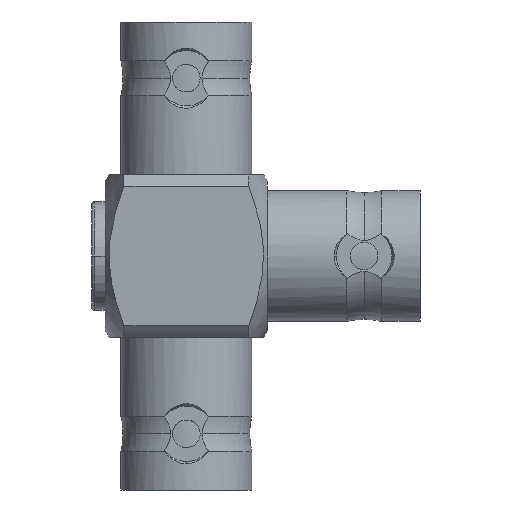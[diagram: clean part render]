
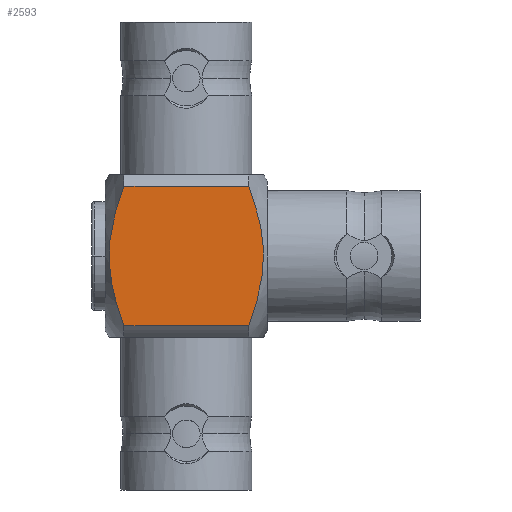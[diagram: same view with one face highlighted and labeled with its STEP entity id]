
A CAD part, left-side view. The second image highlights one B-rep face of the part: STEP entity #2593.
In plain terms, the highlighted planar face has unit normal (-1, 0, 0).
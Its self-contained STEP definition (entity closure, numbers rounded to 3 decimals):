
#161 = DIRECTION ( 'NONE',  ( 0., 1., 0. ) ) ;
#231 = B_SPLINE_CURVE_WITH_KNOTS ( 'NONE', 3,
 ( #12344, #7991, #12244, #13439, #6961, #523, #8035, #1595, #9131, #2682 ),
 .UNSPECIFIED., .F., .F.,
 ( 4, 2, 2, 2, 4 ),
 ( 0.006, 0.009, 0.012, 0.014, 0.017 ),
 .UNSPECIFIED. ) ;
#263 = CARTESIAN_POINT ( 'NONE',  ( -6., -17.3, -22.439 ) ) ;
#316 = CARTESIAN_POINT ( 'NONE',  ( -6., 4.614, -12.161 ) ) ;
#456 = CARTESIAN_POINT ( 'NONE',  ( -6., 5.595, -15.546 ) ) ;
#523 = CARTESIAN_POINT ( 'NONE',  ( -6., -5.711, -18.197 ) ) ;
#880 = LINE ( 'NONE', #10640, #9130 ) ;
#919 = DIRECTION ( 'NONE',  ( 0., 1., 0. ) ) ;
#1111 = LINE ( 'NONE', #2315, #12250 ) ;
#1373 = VERTEX_POINT ( 'NONE', #4169 ) ;
#1441 = DIRECTION ( 'NONE',  ( 0., 0., 1. ) ) ;
#1531 = CARTESIAN_POINT ( 'NONE',  ( -6., 4.924, -12.986 ) ) ;
#1595 = CARTESIAN_POINT ( 'NONE',  ( -6., -5.199, -20.772 ) ) ;
#2315 = CARTESIAN_POINT ( 'NONE',  ( -6., -17.3, -22.439 ) ) ;
#2321 = EDGE_CURVE ( 'NONE', #12896, #1373, #1111, .T. ) ;
#2593 = ADVANCED_FACE ( 'NONE', ( #7656 ), #7842, .F. ) ;
#2627 = VERTEX_POINT ( 'NONE', #316 ) ;
#2682 = CARTESIAN_POINT ( 'NONE',  ( -6., -4.614, -22.439 ) ) ;
#2838 = EDGE_LOOP ( 'NONE', ( #13120, #11577, #13559, #7607 ) ) ;
#2934 = AXIS2_PLACEMENT_3D ( 'NONE', #263, #13292, #1441 ) ;
#3025 = EDGE_CURVE ( 'NONE', #9219, #2627, #880, .T. ) ;
#3575 = B_SPLINE_CURVE_WITH_KNOTS ( 'NONE', 3,
 ( #3636, #10090, #12272, #5823, #13381, #6894, #456, #7972, #1531, #9052 ),
 .UNSPECIFIED., .F., .F.,
 ( 4, 2, 2, 2, 4 ),
 ( 0.018, 0.021, 0.024, 0.026, 0.029 ),
 .UNSPECIFIED. ) ;
#3636 = CARTESIAN_POINT ( 'NONE',  ( -6., 4.614, -22.439 ) ) ;
#3933 = CARTESIAN_POINT ( 'NONE',  ( -6., -4.614, -12.161 ) ) ;
#4169 = CARTESIAN_POINT ( 'NONE',  ( -6., 4.614, -22.439 ) ) ;
#5823 = CARTESIAN_POINT ( 'NONE',  ( -6., 5.593, -19.065 ) ) ;
#6287 = EDGE_CURVE ( 'NONE', #1373, #2627, #3575, .T. ) ;
#6894 = CARTESIAN_POINT ( 'NONE',  ( -6., 5.712, -16.417 ) ) ;
#6961 = CARTESIAN_POINT ( 'NONE',  ( -6., -5.712, -16.417 ) ) ;
#7180 = EDGE_CURVE ( 'NONE', #9219, #12896, #231, .T. ) ;
#7607 = ORIENTED_EDGE ( 'NONE', *, *, #3025, .T. ) ;
#7656 = FACE_OUTER_BOUND ( 'NONE', #2838, .T. ) ;
#7842 = PLANE ( 'NONE',  #2934 ) ;
#7972 = CARTESIAN_POINT ( 'NONE',  ( -6., 5.2, -13.832 ) ) ;
#7991 = CARTESIAN_POINT ( 'NONE',  ( -6., -4.924, -12.986 ) ) ;
#8035 = CARTESIAN_POINT ( 'NONE',  ( -6., -5.593, -19.065 ) ) ;
#8756 = CARTESIAN_POINT ( 'NONE',  ( -6., -4.614, -22.439 ) ) ;
#9052 = CARTESIAN_POINT ( 'NONE',  ( -6., 4.614, -12.161 ) ) ;
#9130 = VECTOR ( 'NONE', #919, 1000. ) ;
#9131 = CARTESIAN_POINT ( 'NONE',  ( -6., -4.924, -21.615 ) ) ;
#9219 = VERTEX_POINT ( 'NONE', #3933 ) ;
#10090 = CARTESIAN_POINT ( 'NONE',  ( -6., 4.924, -21.615 ) ) ;
#10640 = CARTESIAN_POINT ( 'NONE',  ( -6., -17.3, -12.161 ) ) ;
#11577 = ORIENTED_EDGE ( 'NONE', *, *, #2321, .F. ) ;
#12244 = CARTESIAN_POINT ( 'NONE',  ( -6., -5.2, -13.832 ) ) ;
#12250 = VECTOR ( 'NONE', #161, 1000. ) ;
#12272 = CARTESIAN_POINT ( 'NONE',  ( -6., 5.199, -20.772 ) ) ;
#12344 = CARTESIAN_POINT ( 'NONE',  ( -6., -4.614, -12.161 ) ) ;
#12896 = VERTEX_POINT ( 'NONE', #8756 ) ;
#13120 = ORIENTED_EDGE ( 'NONE', *, *, #6287, .F. ) ;
#13292 = DIRECTION ( 'NONE',  ( 1., 0., 0. ) ) ;
#13381 = CARTESIAN_POINT ( 'NONE',  ( -6., 5.711, -18.197 ) ) ;
#13439 = CARTESIAN_POINT ( 'NONE',  ( -6., -5.595, -15.546 ) ) ;
#13559 = ORIENTED_EDGE ( 'NONE', *, *, #7180, .F. ) ;
